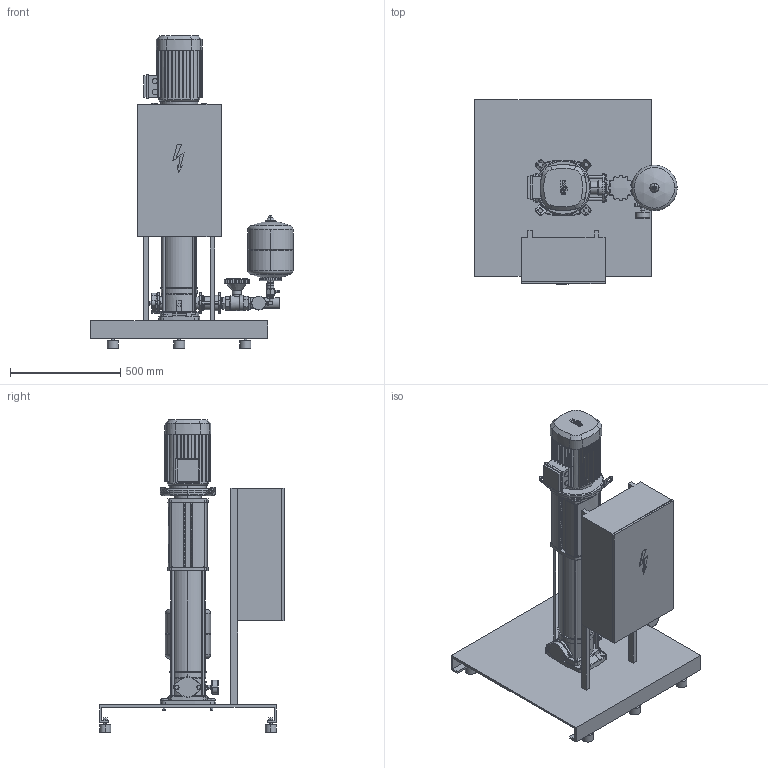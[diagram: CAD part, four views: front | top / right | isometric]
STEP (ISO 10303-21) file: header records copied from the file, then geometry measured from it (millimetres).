
FILE_DESCRIPTION((''),'2;1');
FILE_NAME('3d_CO-1HelixV1015_CE+-2534089.stp','2016-01-25T11:54:34',(''),(''),'Mechanical Desktop 2009','Mechanical Desktop 2009',', , ');
FILE_SCHEMA(('CONFIG_CONTROL_DESIGN'));
Length unit declared in the file: millimetre
Products named in the file (1): Product
Bounding box: 916 x 837 x 1416.2 mm (x, y, z)
Volume: 95743424.4 mm3; surface area: 5202999.7 mm2
Topology: 52 solids, 52 shells, 2042 faces, 5332 edges, 3482 vertices
Faces by surface type: plane 935, bspline 494, cylinder 436, cone 108, torus 62, sphere 7
Entity records: 68837 total; most frequent: CARTESIAN_POINT 18471, ORIENTED_EDGE 10660, DIRECTION 9855, EDGE_CURVE 5330, VERTEX_POINT 3481, VECTOR 3425, LINE 3425, AXIS2_PLACEMENT_3D 3215
